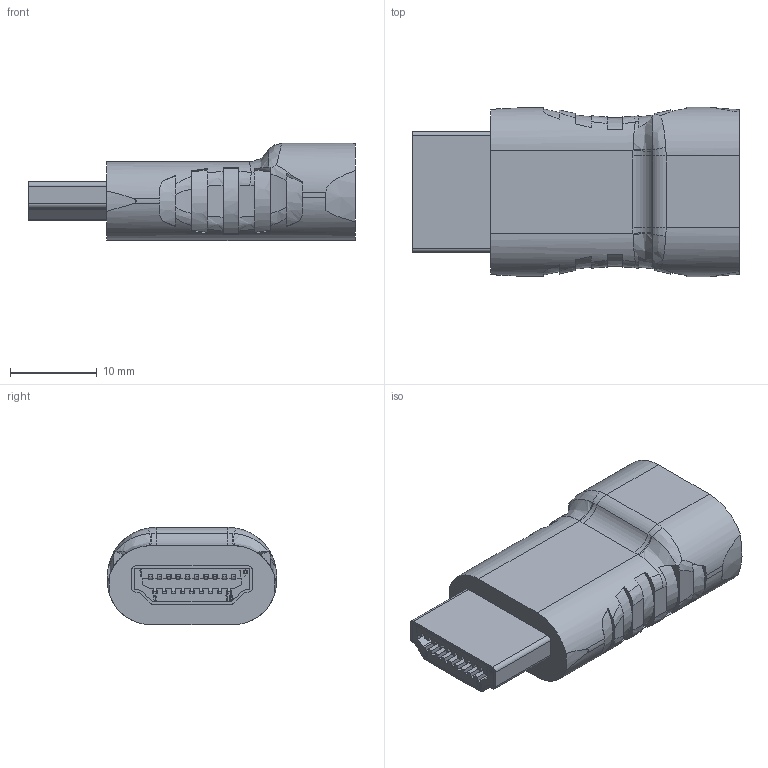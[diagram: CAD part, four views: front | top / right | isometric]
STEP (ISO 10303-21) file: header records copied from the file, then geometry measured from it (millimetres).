
FILE_DESCRIPTION (( 'STEP AP214' ), '1' );
FILE_NAME ('VHC00013.STEP', '2018-04-25T15:23:57', ( '' ), ( '' ), 'SwSTEP 2.0', 'SolidWorks 2017', '' );
FILE_SCHEMA (( 'AUTOMOTIVE_DESIGN' ));
Length unit declared in the file: inch
Products named in the file (4): VHC00013-MA2___; 1AH05-022; VHC00013-MA1; VHC00013
Assembly tree (3 placements, depth 2):
  VHC00013
    VHC00013-MA1
    1AH05-022
    VHC00013-MA2___
Bounding box: 37.7 x 19.5 x 11.2 mm (x, y, z)
Volume: 5397.3 mm3; surface area: 4627.8 mm2
Topology: 3 solids, 3 shells, 780 faces, 2236 edges, 1484 vertices
Faces by surface type: plane 531, cylinder 142, bspline 79, torus 20, cone 4, sphere 4
Entity records: 32308 total; most frequent: CARTESIAN_POINT 8466, ORIENTED_EDGE 4462, DIRECTION 3755, EDGE_CURVE 2231, VECTOR 1621, LINE 1621, VERTEX_POINT 1484, AXIS2_PLACEMENT_3D 1067
